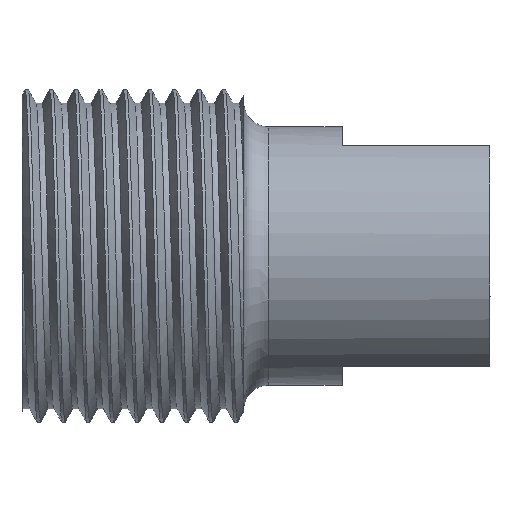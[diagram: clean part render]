
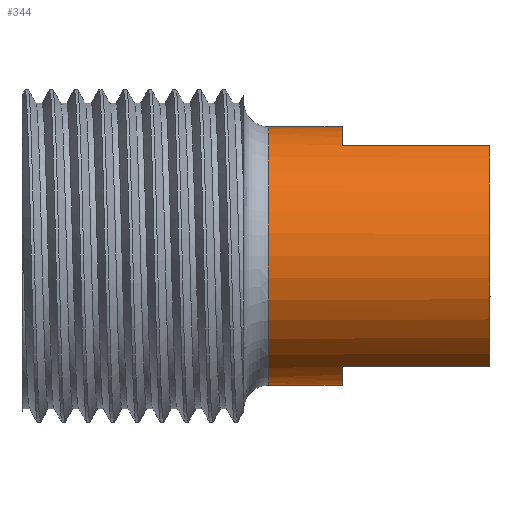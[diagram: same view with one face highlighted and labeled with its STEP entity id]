
A CAD part, top view. The second image highlights one B-rep face of the part: STEP entity #344.
In plain terms, the highlighted cylindrical face has radius 5.25 mm (diameter 10.5 mm), a partial arc.
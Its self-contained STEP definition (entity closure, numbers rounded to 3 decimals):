
#292 = CARTESIAN_POINT ( 'NONE',  ( -10.65, -5.25, 0. ) ) ;
#344 = ADVANCED_FACE ( 'NONE', ( #6380 ), #5628, .T. ) ;
#564 = VECTOR ( 'NONE', #7213, 1000. ) ;
#634 = VERTEX_POINT ( 'NONE', #1666 ) ;
#717 = AXIS2_PLACEMENT_3D ( 'NONE', #3404, #1595, #5581 ) ;
#807 = AXIS2_PLACEMENT_3D ( 'NONE', #1373, #6560, #6033 ) ;
#876 = DIRECTION ( 'NONE',  ( -1., 0., 0. ) ) ;
#925 = EDGE_CURVE ( 'NONE', #2532, #5390, #5279, .T. ) ;
#1032 = CARTESIAN_POINT ( 'NONE',  ( -6., 5.25, 0. ) ) ;
#1059 = CARTESIAN_POINT ( 'NONE',  ( -6., -4.5, 2.704 ) ) ;
#1157 = CARTESIAN_POINT ( 'NONE',  ( -6., -5.25, 0. ) ) ;
#1279 = VERTEX_POINT ( 'NONE', #2795 ) ;
#1373 = CARTESIAN_POINT ( 'NONE',  ( 0., 0., 0. ) ) ;
#1595 = DIRECTION ( 'NONE',  ( 1., 0., 0. ) ) ;
#1666 = CARTESIAN_POINT ( 'NONE',  ( -9., -5.25, 0. ) ) ;
#1836 = ORIENTED_EDGE ( 'NONE', *, *, #1985, .F. ) ;
#1985 = EDGE_CURVE ( 'NONE', #2329, #2532, #4494, .T. ) ;
#2012 = CIRCLE ( 'NONE', #4069, 5.25 ) ;
#2137 = EDGE_CURVE ( 'NONE', #2329, #1279, #3094, .T. ) ;
#2174 = EDGE_CURVE ( 'NONE', #5390, #634, #2652, .T. ) ;
#2177 = LINE ( 'NONE', #3428, #2430 ) ;
#2209 = VERTEX_POINT ( 'NONE', #3143 ) ;
#2329 = VERTEX_POINT ( 'NONE', #5066 ) ;
#2354 = EDGE_LOOP ( 'NONE', ( #4822, #4180, #3944, #4169, #6394, #1836, #4906, #5664 ) ) ;
#2430 = VECTOR ( 'NONE', #5565, 1000. ) ;
#2532 = VERTEX_POINT ( 'NONE', #1059 ) ;
#2652 = LINE ( 'NONE', #292, #4411 ) ;
#2672 = VECTOR ( 'NONE', #3658, 1000. ) ;
#2780 = CARTESIAN_POINT ( 'NONE',  ( -10.65, 0., 0. ) ) ;
#2795 = CARTESIAN_POINT ( 'NONE',  ( 0., 4.5, 2.704 ) ) ;
#2965 = CARTESIAN_POINT ( 'NONE',  ( -9., 0., 0. ) ) ;
#3003 = DIRECTION ( 'NONE',  ( -1., 0., 0. ) ) ;
#3094 = CIRCLE ( 'NONE', #807, 5.25 ) ;
#3143 = CARTESIAN_POINT ( 'NONE',  ( -9., 5.25, 0. ) ) ;
#3234 = EDGE_CURVE ( 'NONE', #4386, #2209, #5492, .T. ) ;
#3336 = AXIS2_PLACEMENT_3D ( 'NONE', #2780, #5080, #4508 ) ;
#3404 = CARTESIAN_POINT ( 'NONE',  ( -6., 0., 0. ) ) ;
#3428 = CARTESIAN_POINT ( 'NONE',  ( -10.65, 4.5, 2.704 ) ) ;
#3476 = VERTEX_POINT ( 'NONE', #4225 ) ;
#3658 = DIRECTION ( 'NONE',  ( -1., 0., 0. ) ) ;
#3750 = EDGE_CURVE ( 'NONE', #1279, #3476, #2177, .T. ) ;
#3944 = ORIENTED_EDGE ( 'NONE', *, *, #4713, .F. ) ;
#4069 = AXIS2_PLACEMENT_3D ( 'NONE', #2965, #3003, #5298 ) ;
#4169 = ORIENTED_EDGE ( 'NONE', *, *, #2174, .F. ) ;
#4180 = ORIENTED_EDGE ( 'NONE', *, *, #3234, .T. ) ;
#4225 = CARTESIAN_POINT ( 'NONE',  ( -6., 4.5, 2.704 ) ) ;
#4386 = VERTEX_POINT ( 'NONE', #1032 ) ;
#4411 = VECTOR ( 'NONE', #876, 1000. ) ;
#4494 = LINE ( 'NONE', #6777, #564 ) ;
#4508 = DIRECTION ( 'NONE',  ( 0., -1., 0. ) ) ;
#4713 = EDGE_CURVE ( 'NONE', #634, #2209, #2012, .T. ) ;
#4754 = CARTESIAN_POINT ( 'NONE',  ( -10.65, 5.25, 0. ) ) ;
#4822 = ORIENTED_EDGE ( 'NONE', *, *, #5570, .F. ) ;
#4906 = ORIENTED_EDGE ( 'NONE', *, *, #2137, .T. ) ;
#5066 = CARTESIAN_POINT ( 'NONE',  ( 0., -4.5, 2.704 ) ) ;
#5080 = DIRECTION ( 'NONE',  ( -1., 0., 0. ) ) ;
#5279 = CIRCLE ( 'NONE', #5751, 5.25 ) ;
#5298 = DIRECTION ( 'NONE',  ( 0., -1., 0. ) ) ;
#5390 = VERTEX_POINT ( 'NONE', #1157 ) ;
#5492 = LINE ( 'NONE', #4754, #2672 ) ;
#5565 = DIRECTION ( 'NONE',  ( -1., 0., 0. ) ) ;
#5570 = EDGE_CURVE ( 'NONE', #4386, #3476, #5625, .T. ) ;
#5581 = DIRECTION ( 'NONE',  ( 0., 1., 0. ) ) ;
#5625 = CIRCLE ( 'NONE', #717, 5.25 ) ;
#5628 = CYLINDRICAL_SURFACE ( 'NONE', #3336, 5.25 ) ;
#5664 = ORIENTED_EDGE ( 'NONE', *, *, #3750, .T. ) ;
#5751 = AXIS2_PLACEMENT_3D ( 'NONE', #6623, #6695, #6125 ) ;
#6033 = DIRECTION ( 'NONE',  ( 0., -1., 0. ) ) ;
#6125 = DIRECTION ( 'NONE',  ( 0., 1., 0. ) ) ;
#6380 = FACE_OUTER_BOUND ( 'NONE', #2354, .T. ) ;
#6394 = ORIENTED_EDGE ( 'NONE', *, *, #925, .F. ) ;
#6560 = DIRECTION ( 'NONE',  ( -1., 0., 0. ) ) ;
#6623 = CARTESIAN_POINT ( 'NONE',  ( -6., 0., 0. ) ) ;
#6695 = DIRECTION ( 'NONE',  ( 1., 0., 0. ) ) ;
#6777 = CARTESIAN_POINT ( 'NONE',  ( -10.65, -4.5, 2.704 ) ) ;
#7213 = DIRECTION ( 'NONE',  ( -1., 0., 0. ) ) ;
